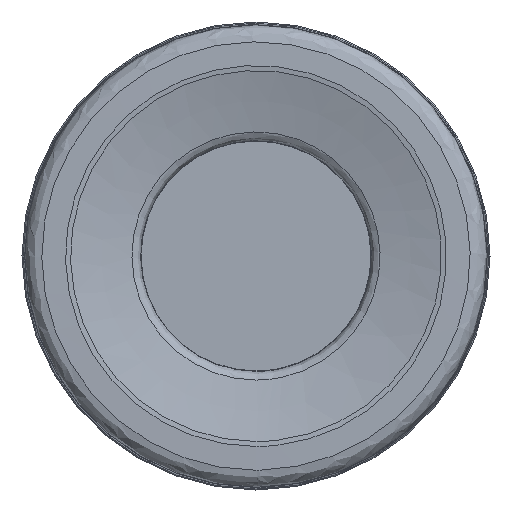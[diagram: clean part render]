
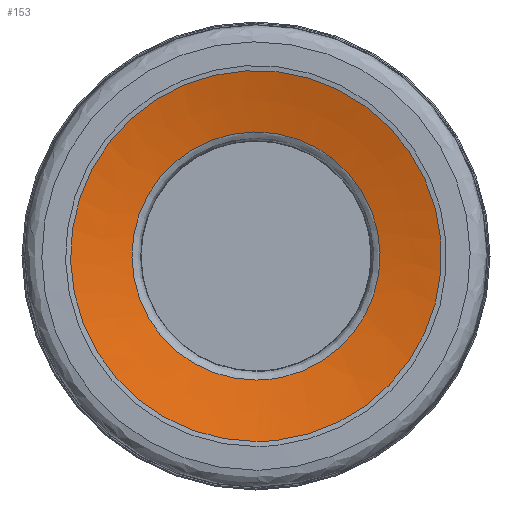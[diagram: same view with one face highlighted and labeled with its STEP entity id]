
A CAD part, left-side view. The second image highlights one B-rep face of the part: STEP entity #153.
In plain terms, the highlighted face is a revolution surface.
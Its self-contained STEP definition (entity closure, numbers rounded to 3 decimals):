
#41=B_SPLINE_CURVE_WITH_KNOTS('',3,(#882,#883,#884,#885,#886,#887,#888,
#889,#890,#891,#892,#893,#894,#895,#896,#897),.UNSPECIFIED.,.F.,.F.,(4,
2,2,2,2,2,2,4),(0.,0.125,0.25,0.375,0.5,0.75,0.875,1.),.UNSPECIFIED.);
#60=SURFACE_OF_REVOLUTION('',#41,#80);
#80=AXIS1_PLACEMENT('',#898,#631);
#153=ADVANCED_FACE('',(#220,#221),#60,.T.);
#220=FACE_BOUND('',#288,.T.);
#221=FACE_BOUND('',#289,.T.);
#288=EDGE_LOOP('',(#356));
#289=EDGE_LOOP('',(#357));
#356=ORIENTED_EDGE('',*,*,#427,.F.);
#357=ORIENTED_EDGE('',*,*,#426,.T.);
#392=VERTEX_POINT('',#865);
#393=VERTEX_POINT('',#881);
#426=EDGE_CURVE('',#392,#392,#460,.T.);
#427=EDGE_CURVE('',#393,#393,#461,.T.);
#460=CIRCLE('',#510,6.706);
#461=CIRCLE('',#511,10.025);
#510=AXIS2_PLACEMENT_3D('',#864,#626,#627);
#511=AXIS2_PLACEMENT_3D('',#880,#629,#630);
#626=DIRECTION('',(1.,0.,0.));
#627=DIRECTION('',(0.,0.,-1.));
#629=DIRECTION('',(1.,0.,0.));
#630=DIRECTION('',(0.,0.,-1.));
#631=DIRECTION('',(1.,0.,0.));
#864=CARTESIAN_POINT('',(0.842,0.,0.));
#865=CARTESIAN_POINT('',(0.842,0.,-6.706));
#880=CARTESIAN_POINT('',(0.033,0.,0.));
#881=CARTESIAN_POINT('',(0.033,0.,-10.025));
#882=CARTESIAN_POINT('',(0.842,-6.645,0.903));
#883=CARTESIAN_POINT('',(0.816,-6.806,0.878));
#884=CARTESIAN_POINT('',(0.798,-6.956,0.855));
#885=CARTESIAN_POINT('',(0.741,-7.243,0.812));
#886=CARTESIAN_POINT('',(0.705,-7.381,0.792));
#887=CARTESIAN_POINT('',(0.632,-7.655,0.752));
#888=CARTESIAN_POINT('',(0.597,-7.794,0.732));
#889=CARTESIAN_POINT('',(0.526,-8.073,0.692));
#890=CARTESIAN_POINT('',(0.49,-8.21,0.672));
#891=CARTESIAN_POINT('',(0.387,-8.631,0.611));
#892=CARTESIAN_POINT('',(0.321,-8.915,0.569));
#893=CARTESIAN_POINT('',(0.215,-9.33,0.509));
#894=CARTESIAN_POINT('',(0.179,-9.468,0.489));
#895=CARTESIAN_POINT('',(0.101,-9.735,0.452));
#896=CARTESIAN_POINT('',(0.062,-9.87,0.432));
#897=CARTESIAN_POINT('',(0.033,-10.017,0.41));
#898=CARTESIAN_POINT('',(0.,0.,0.));
